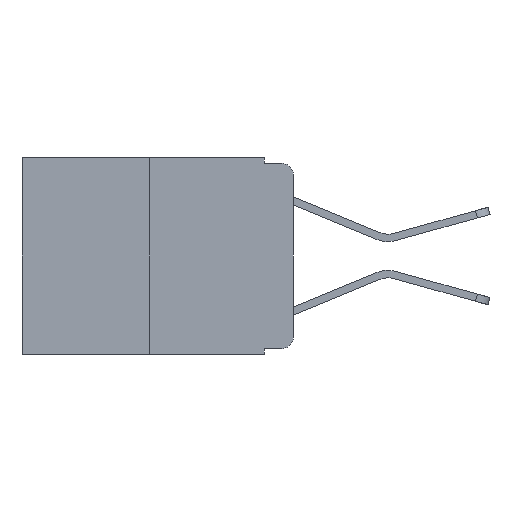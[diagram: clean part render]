
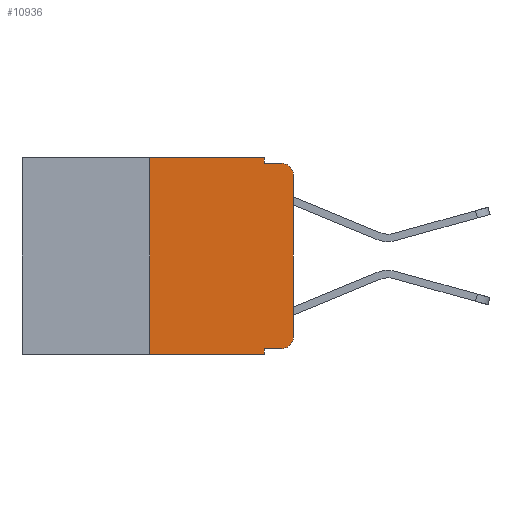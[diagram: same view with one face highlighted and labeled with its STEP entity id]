
A CAD part, left-side view. The second image highlights one B-rep face of the part: STEP entity #10936.
In plain terms, the highlighted planar face has unit normal (-1, 0, 0).
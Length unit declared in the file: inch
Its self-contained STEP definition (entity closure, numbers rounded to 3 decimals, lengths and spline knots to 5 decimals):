
#246 = EDGE_CURVE ( 'NONE', #1323, #1930, #3647, .T. ) ;
#294 = VECTOR ( 'NONE', #7834, 39.37008 ) ;
#328 = LINE ( 'NONE', #1079, #2777 ) ;
#379 = VECTOR ( 'NONE', #1042, 39.37008 ) ;
#573 = LINE ( 'NONE', #8637, #294 ) ;
#618 = EDGE_CURVE ( 'NONE', #1120, #1323, #8857, .T. ) ;
#664 = FACE_OUTER_BOUND ( 'NONE', #6296, .T. ) ;
#856 = EDGE_CURVE ( 'NONE', #1930, #8868, #2525, .T. ) ;
#1042 = DIRECTION ( 'NONE',  ( 0., -1., 0. ) ) ;
#1079 = CARTESIAN_POINT ( 'NONE',  ( 0., 0.051, 0. ) ) ;
#1120 = VERTEX_POINT ( 'NONE', #1847 ) ;
#1165 = CARTESIAN_POINT ( 'NONE',  ( 0., 0.473, 0. ) ) ;
#1323 = VERTEX_POINT ( 'NONE', #7332 ) ;
#1472 = CARTESIAN_POINT ( 'NONE',  ( 0., 0.051, -0.01 ) ) ;
#1702 = ORIENTED_EDGE ( 'NONE', *, *, #3322, .F. ) ;
#1793 = VECTOR ( 'NONE', #3111, 39.37008 ) ;
#1847 = CARTESIAN_POINT ( 'NONE',  ( 0., 0.02, -0.333 ) ) ;
#1930 = VERTEX_POINT ( 'NONE', #2967 ) ;
#2096 = DIRECTION ( 'NONE',  ( 0., 0., -1. ) ) ;
#2415 = VERTEX_POINT ( 'NONE', #5248 ) ;
#2438 = CARTESIAN_POINT ( 'NONE',  ( 0., 0.02, -0.01 ) ) ;
#2525 = CIRCLE ( 'NONE', #6029, 0.02 ) ;
#2645 = CARTESIAN_POINT ( 'NONE',  ( 0., 0.051, -0.01 ) ) ;
#2777 = VECTOR ( 'NONE', #5666, 39.37008 ) ;
#2967 = CARTESIAN_POINT ( 'NONE',  ( 0., 0., -0.03 ) ) ;
#3111 = DIRECTION ( 'NONE',  ( 0., -1., 0. ) ) ;
#3140 = ORIENTED_EDGE ( 'NONE', *, *, #618, .T. ) ;
#3266 = VERTEX_POINT ( 'NONE', #5561 ) ;
#3322 = EDGE_CURVE ( 'NONE', #3389, #8868, #7419, .T. ) ;
#3389 = VERTEX_POINT ( 'NONE', #1472 ) ;
#3586 = DIRECTION ( 'NONE',  ( 0., -1., 0. ) ) ;
#3647 = LINE ( 'NONE', #7473, #5717 ) ;
#3835 = ORIENTED_EDGE ( 'NONE', *, *, #246, .T. ) ;
#3959 = CARTESIAN_POINT ( 'NONE',  ( 0., 0.473, 0. ) ) ;
#4208 = LINE ( 'NONE', #3959, #1793 ) ;
#4398 = ORIENTED_EDGE ( 'NONE', *, *, #5110, .F. ) ;
#4469 = VECTOR ( 'NONE', #8130, 39.37008 ) ;
#4506 = EDGE_CURVE ( 'NONE', #3266, #9809, #4208, .T. ) ;
#4696 = CARTESIAN_POINT ( 'NONE',  ( 0., 0.02, -0.313 ) ) ;
#4940 = ORIENTED_EDGE ( 'NONE', *, *, #9031, .F. ) ;
#4948 = LINE ( 'NONE', #10331, #7182 ) ;
#4974 = DIRECTION ( 'NONE',  ( -1., 0., 0. ) ) ;
#5102 = DIRECTION ( 'NONE',  ( -1., 0., 0. ) ) ;
#5110 = EDGE_CURVE ( 'NONE', #9809, #3389, #328, .T. ) ;
#5248 = CARTESIAN_POINT ( 'NONE',  ( 0., 0.051, -0.343 ) ) ;
#5272 = CARTESIAN_POINT ( 'NONE',  ( 0., 0.02, -0.03 ) ) ;
#5376 = AXIS2_PLACEMENT_3D ( 'NONE', #1165, #7302, #2096 ) ;
#5383 = EDGE_CURVE ( 'NONE', #9531, #2415, #6723, .T. ) ;
#5561 = CARTESIAN_POINT ( 'NONE',  ( 0., 0.25, 0. ) ) ;
#5663 = DIRECTION ( 'NONE',  ( 0., 0., -1. ) ) ;
#5666 = DIRECTION ( 'NONE',  ( 0., 0., -1. ) ) ;
#5717 = VECTOR ( 'NONE', #8448, 39.37008 ) ;
#6029 = AXIS2_PLACEMENT_3D ( 'NONE', #5272, #5102, #8976 ) ;
#6059 = VERTEX_POINT ( 'NONE', #8926 ) ;
#6138 = ORIENTED_EDGE ( 'NONE', *, *, #856, .T. ) ;
#6238 = AXIS2_PLACEMENT_3D ( 'NONE', #4696, #4974, #5663 ) ;
#6239 = EDGE_CURVE ( 'NONE', #9531, #3266, #6961, .T. ) ;
#6296 = EDGE_LOOP ( 'NONE', ( #3835, #6138, #1702, #4398, #8891, #11053, #6921, #4940, #7445, #3140 ) ) ;
#6723 = LINE ( 'NONE', #9560, #4469 ) ;
#6921 = ORIENTED_EDGE ( 'NONE', *, *, #5383, .T. ) ;
#6961 = LINE ( 'NONE', #9990, #8671 ) ;
#7182 = VECTOR ( 'NONE', #3586, 39.37008 ) ;
#7302 = DIRECTION ( 'NONE',  ( 1., 0., 0. ) ) ;
#7332 = CARTESIAN_POINT ( 'NONE',  ( 0., 0., -0.313 ) ) ;
#7419 = LINE ( 'NONE', #2645, #379 ) ;
#7445 = ORIENTED_EDGE ( 'NONE', *, *, #10109, .T. ) ;
#7446 = CARTESIAN_POINT ( 'NONE',  ( 0., 0.051, 0. ) ) ;
#7473 = CARTESIAN_POINT ( 'NONE',  ( 0., 0., 0. ) ) ;
#7834 = DIRECTION ( 'NONE',  ( 0., 0., -1. ) ) ;
#7890 = CARTESIAN_POINT ( 'NONE',  ( 0., 0.25, -0.343 ) ) ;
#8130 = DIRECTION ( 'NONE',  ( 0., -1., 0. ) ) ;
#8448 = DIRECTION ( 'NONE',  ( 0., 0., 1. ) ) ;
#8637 = CARTESIAN_POINT ( 'NONE',  ( 0., 0.051, 0. ) ) ;
#8671 = VECTOR ( 'NONE', #9190, 39.37008 ) ;
#8857 = CIRCLE ( 'NONE', #6238, 0.02 ) ;
#8868 = VERTEX_POINT ( 'NONE', #2438 ) ;
#8891 = ORIENTED_EDGE ( 'NONE', *, *, #4506, .F. ) ;
#8926 = CARTESIAN_POINT ( 'NONE',  ( 0., 0.051, -0.333 ) ) ;
#8962 = PLANE ( 'NONE',  #5376 ) ;
#8976 = DIRECTION ( 'NONE',  ( 0., 0., -1. ) ) ;
#9031 = EDGE_CURVE ( 'NONE', #6059, #2415, #573, .T. ) ;
#9190 = DIRECTION ( 'NONE',  ( 0., 0., 1. ) ) ;
#9531 = VERTEX_POINT ( 'NONE', #7890 ) ;
#9560 = CARTESIAN_POINT ( 'NONE',  ( 0., 0.473, -0.343 ) ) ;
#9809 = VERTEX_POINT ( 'NONE', #7446 ) ;
#9990 = CARTESIAN_POINT ( 'NONE',  ( 0., 0.25, 0. ) ) ;
#10109 = EDGE_CURVE ( 'NONE', #6059, #1120, #4948, .T. ) ;
#10331 = CARTESIAN_POINT ( 'NONE',  ( 0., 0.051, -0.333 ) ) ;
#10936 = ADVANCED_FACE ( 'NONE', ( #664 ), #8962, .F. ) ;
#11053 = ORIENTED_EDGE ( 'NONE', *, *, #6239, .F. ) ;
